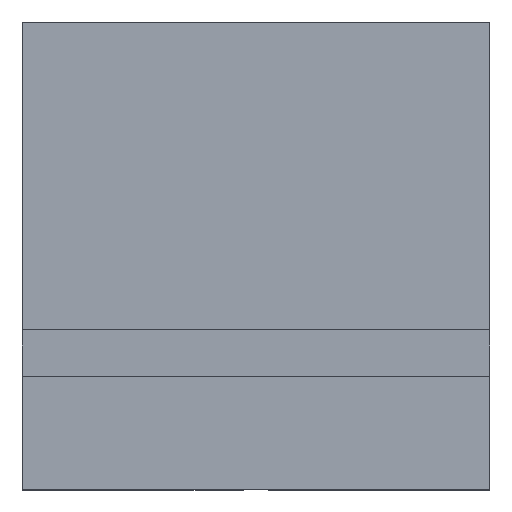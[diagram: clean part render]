
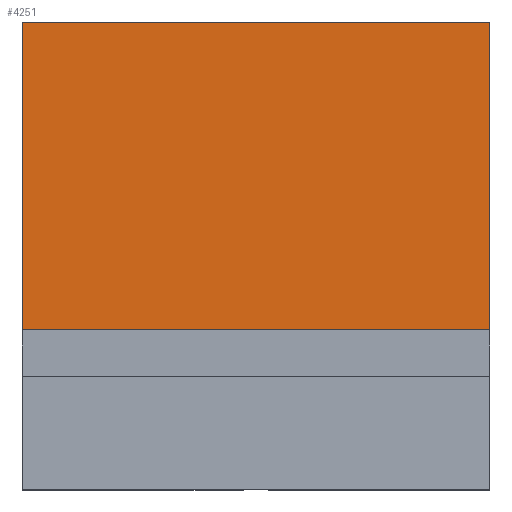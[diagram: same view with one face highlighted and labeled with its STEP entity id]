
A CAD part, top view. The second image highlights one B-rep face of the part: STEP entity #4251.
In plain terms, the highlighted planar face has unit normal (0, 0, 1).
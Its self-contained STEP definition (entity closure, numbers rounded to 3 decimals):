
#4251 = ADVANCED_FACE('',(#4252),#4266,.T.);
#4252 = FACE_BOUND('',#4253,.T.);
#4253 = EDGE_LOOP('',(#4254,#4289,#4315,#4341));
#4254 = ORIENTED_EDGE('',*,*,#4255,.T.);
#4255 = EDGE_CURVE('',#4256,#4258,#4260,.T.);
#4256 = VERTEX_POINT('',#4257);
#4257 = CARTESIAN_POINT('',(89.,145.413,11.4));
#4258 = VERTEX_POINT('',#4259);
#4259 = CARTESIAN_POINT('',(109.,145.413,11.4));
#4260 = SURFACE_CURVE('',#4261,(#4265,#4277),.PCURVE_S1.);
#4261 = LINE('',#4262,#4263);
#4262 = CARTESIAN_POINT('',(0.,145.413,11.4));
#4263 = VECTOR('',#4264,1.);
#4264 = DIRECTION('',(1.,0.,0.));
#4265 = PCURVE('',#4266,#4271);
#4266 = PLANE('',#4267);
#4267 = AXIS2_PLACEMENT_3D('',#4268,#4269,#4270);
#4268 = CARTESIAN_POINT('',(0.,0.,11.4));
#4269 = DIRECTION('',(0.,0.,1.));
#4270 = DIRECTION('',(1.,0.,0.));
#4271 = DEFINITIONAL_REPRESENTATION('',(#4272),#4276);
#4272 = LINE('',#4273,#4274);
#4273 = CARTESIAN_POINT('',(0.,145.413));
#4274 = VECTOR('',#4275,1.);
#4275 = DIRECTION('',(1.,0.));
#4276 = ( GEOMETRIC_REPRESENTATION_CONTEXT(2) 
PARAMETRIC_REPRESENTATION_CONTEXT() REPRESENTATION_CONTEXT('2D SPACE',''
  ) );
#4277 = PCURVE('',#4278,#4283);
#4278 = PLANE('',#4279);
#4279 = AXIS2_PLACEMENT_3D('',#4280,#4281,#4282);
#4280 = CARTESIAN_POINT('',(120.49,145.413,11.4));
#4281 = DIRECTION('',(0.,1.,0.));
#4282 = DIRECTION('',(0.,0.,1.));
#4283 = DEFINITIONAL_REPRESENTATION('',(#4284),#4288);
#4284 = LINE('',#4285,#4286);
#4285 = CARTESIAN_POINT('',(0.,-120.49));
#4286 = VECTOR('',#4287,1.);
#4287 = DIRECTION('',(0.,1.));
#4288 = ( GEOMETRIC_REPRESENTATION_CONTEXT(2) 
PARAMETRIC_REPRESENTATION_CONTEXT() REPRESENTATION_CONTEXT('2D SPACE',''
  ) );
#4289 = ORIENTED_EDGE('',*,*,#4290,.T.);
#4290 = EDGE_CURVE('',#4258,#4291,#4293,.T.);
#4291 = VERTEX_POINT('',#4292);
#4292 = CARTESIAN_POINT('',(109.,158.573,11.4));
#4293 = SURFACE_CURVE('',#4294,(#4298,#4304),.PCURVE_S1.);
#4294 = LINE('',#4295,#4296);
#4295 = CARTESIAN_POINT('',(109.,69.286,11.4));
#4296 = VECTOR('',#4297,1.);
#4297 = DIRECTION('',(-0.,1.,0.));
#4298 = PCURVE('',#4266,#4299);
#4299 = DEFINITIONAL_REPRESENTATION('',(#4300),#4303);
#4300 = B_SPLINE_CURVE_WITH_KNOTS('',1,(#4301,#4302),.UNSPECIFIED.,.F.,
  .F.,(2,2),(69.286,89.286),.PIECEWISE_BEZIER_KNOTS.);
#4301 = CARTESIAN_POINT('',(109.,138.573));
#4302 = CARTESIAN_POINT('',(109.,158.573));
#4303 = ( GEOMETRIC_REPRESENTATION_CONTEXT(2) 
PARAMETRIC_REPRESENTATION_CONTEXT() REPRESENTATION_CONTEXT('2D SPACE',''
  ) );
#4304 = PCURVE('',#4305,#4310);
#4305 = PLANE('',#4306);
#4306 = AXIS2_PLACEMENT_3D('',#4307,#4308,#4309);
#4307 = CARTESIAN_POINT('',(109.,138.573,-2.939));
#4308 = DIRECTION('',(1.,0.,-0.));
#4309 = DIRECTION('',(0.,0.,1.));
#4310 = DEFINITIONAL_REPRESENTATION('',(#4311),#4314);
#4311 = B_SPLINE_CURVE_WITH_KNOTS('',1,(#4312,#4313),.UNSPECIFIED.,.F.,
  .F.,(2,2),(69.286,89.286),.PIECEWISE_BEZIER_KNOTS.);
#4312 = CARTESIAN_POINT('',(14.339,0.));
#4313 = CARTESIAN_POINT('',(14.339,-20.));
#4314 = ( GEOMETRIC_REPRESENTATION_CONTEXT(2) 
PARAMETRIC_REPRESENTATION_CONTEXT() REPRESENTATION_CONTEXT('2D SPACE',''
  ) );
#4315 = ORIENTED_EDGE('',*,*,#4316,.T.);
#4316 = EDGE_CURVE('',#4291,#4317,#4319,.T.);
#4317 = VERTEX_POINT('',#4318);
#4318 = CARTESIAN_POINT('',(89.,158.573,11.4));
#4319 = SURFACE_CURVE('',#4320,(#4324,#4330),.PCURVE_S1.);
#4320 = LINE('',#4321,#4322);
#4321 = CARTESIAN_POINT('',(44.5,158.573,11.4));
#4322 = VECTOR('',#4323,1.);
#4323 = DIRECTION('',(-1.,-0.,0.));
#4324 = PCURVE('',#4266,#4325);
#4325 = DEFINITIONAL_REPRESENTATION('',(#4326),#4329);
#4326 = B_SPLINE_CURVE_WITH_KNOTS('',1,(#4327,#4328),.UNSPECIFIED.,.F.,
  .F.,(2,2),(-64.5,-44.5),.PIECEWISE_BEZIER_KNOTS.);
#4327 = CARTESIAN_POINT('',(109.,158.573));
#4328 = CARTESIAN_POINT('',(89.,158.573));
#4329 = ( GEOMETRIC_REPRESENTATION_CONTEXT(2) 
PARAMETRIC_REPRESENTATION_CONTEXT() REPRESENTATION_CONTEXT('2D SPACE',''
  ) );
#4330 = PCURVE('',#4331,#4336);
#4331 = PLANE('',#4332);
#4332 = AXIS2_PLACEMENT_3D('',#4333,#4334,#4335);
#4333 = CARTESIAN_POINT('',(89.,158.573,-2.939));
#4334 = DIRECTION('',(-0.,1.,0.));
#4335 = DIRECTION('',(0.,0.,1.));
#4336 = DEFINITIONAL_REPRESENTATION('',(#4337),#4340);
#4337 = B_SPLINE_CURVE_WITH_KNOTS('',1,(#4338,#4339),.UNSPECIFIED.,.F.,
  .F.,(2,2),(-64.5,-44.5),.PIECEWISE_BEZIER_KNOTS.);
#4338 = CARTESIAN_POINT('',(14.339,20.));
#4339 = CARTESIAN_POINT('',(14.339,0.));
#4340 = ( GEOMETRIC_REPRESENTATION_CONTEXT(2) 
PARAMETRIC_REPRESENTATION_CONTEXT() REPRESENTATION_CONTEXT('2D SPACE',''
  ) );
#4341 = ORIENTED_EDGE('',*,*,#4342,.F.);
#4342 = EDGE_CURVE('',#4256,#4317,#4343,.T.);
#4343 = SURFACE_CURVE('',#4344,(#4348,#4354),.PCURVE_S1.);
#4344 = LINE('',#4345,#4346);
#4345 = CARTESIAN_POINT('',(89.,69.286,11.4));
#4346 = VECTOR('',#4347,1.);
#4347 = DIRECTION('',(-0.,1.,0.));
#4348 = PCURVE('',#4266,#4349);
#4349 = DEFINITIONAL_REPRESENTATION('',(#4350),#4353);
#4350 = B_SPLINE_CURVE_WITH_KNOTS('',1,(#4351,#4352),.UNSPECIFIED.,.F.,
  .F.,(2,2),(69.286,89.286),.PIECEWISE_BEZIER_KNOTS.);
#4351 = CARTESIAN_POINT('',(89.,138.573));
#4352 = CARTESIAN_POINT('',(89.,158.573));
#4353 = ( GEOMETRIC_REPRESENTATION_CONTEXT(2) 
PARAMETRIC_REPRESENTATION_CONTEXT() REPRESENTATION_CONTEXT('2D SPACE',''
  ) );
#4354 = PCURVE('',#4355,#4360);
#4355 = PLANE('',#4356);
#4356 = AXIS2_PLACEMENT_3D('',#4357,#4358,#4359);
#4357 = CARTESIAN_POINT('',(89.,138.573,-2.939));
#4358 = DIRECTION('',(1.,0.,-0.));
#4359 = DIRECTION('',(0.,0.,1.));
#4360 = DEFINITIONAL_REPRESENTATION('',(#4361),#4364);
#4361 = B_SPLINE_CURVE_WITH_KNOTS('',1,(#4362,#4363),.UNSPECIFIED.,.F.,
  .F.,(2,2),(69.286,89.286),.PIECEWISE_BEZIER_KNOTS.);
#4362 = CARTESIAN_POINT('',(14.339,0.));
#4363 = CARTESIAN_POINT('',(14.339,-20.));
#4364 = ( GEOMETRIC_REPRESENTATION_CONTEXT(2) 
PARAMETRIC_REPRESENTATION_CONTEXT() REPRESENTATION_CONTEXT('2D SPACE',''
  ) );
